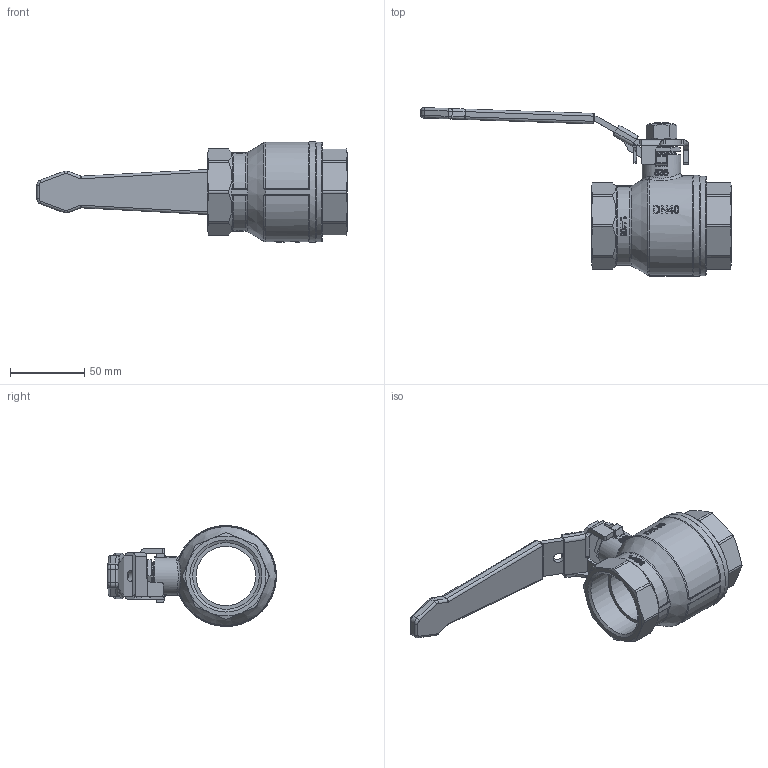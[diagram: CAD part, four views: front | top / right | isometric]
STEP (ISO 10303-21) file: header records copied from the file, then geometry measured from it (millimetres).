
FILE_DESCRIPTION (( 'STEP AP214' ), '1' );
FILE_NAME ('DVGW-K2-112-W00-4 Kugelhahn 2204.STEP', '2022-04-26T11:10:03', ( '' ), ( '' ), 'SwSTEP 2.0', 'SolidWorks 2019', '' );
FILE_SCHEMA (( 'AUTOMOTIVE_DESIGN' ));
Length unit declared in the file: millimetre
Products named in the file (1): DVGW-K2-112-W00-4 Kugelhahn 2204
Bounding box: 209.1 x 113.64 x 68 mm (x, y, z)
Volume: 187126.9 mm3; surface area: 52074.2 mm2
Topology: 2 solids, 2 shells, 827 faces, 2132 edges, 1363 vertices
Faces by surface type: plane 307, bspline 285, cylinder 169, cone 36, torus 22, sphere 8
Full cylindrical faces by diameter (mm): 7.5 x1, 13.4 x1, 18.3 x1, 20 x1, 26 x1, 40 x1, 44.845 x2, 67 x1, 68 x1
Entity records: 40455 total; most frequent: CARTESIAN_POINT 13798, ORIENTED_EDGE 4190, DIRECTION 2656, EDGE_CURVE 2095, VERTEX_POINT 1351, LINE 928, VECTOR 928, EDGE_LOOP 910
